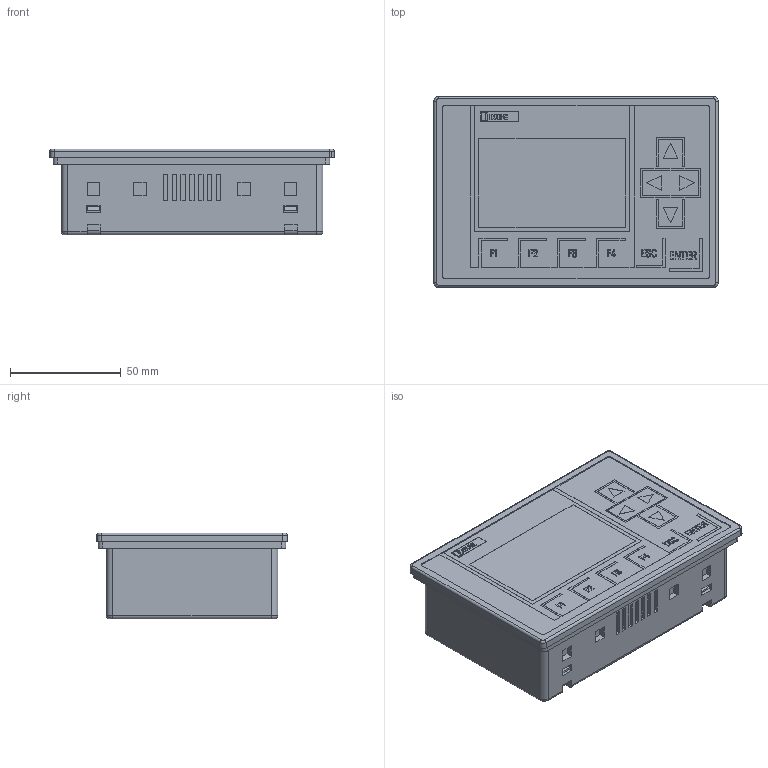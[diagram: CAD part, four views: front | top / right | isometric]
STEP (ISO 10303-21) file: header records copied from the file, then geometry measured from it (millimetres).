
FILE_DESCRIPTION (( 'STEP AP203' ), '1' );
FILE_NAME ('FL1F-RD1_3d.STEP', '2016-08-25T11:46:34', ( '' ), ( '' ), 'SwSTEP 2.0', 'SolidWorks 2014', '' );
FILE_SCHEMA (( 'CONFIG_CONTROL_DESIGN' ));
Length unit declared in the file: millimetre
Products named in the file (4): A5E36486048A_001; A5E36486061A_001; FL1F-RD1_3d; A5E36486055A_001
Assembly tree (3 placements, depth 2):
  FL1F-RD1_3d
    A5E36486061A_001
    A5E36486055A_001
    A5E36486048A_001
Bounding box: 128.2 x 86 x 38.8 mm (x, y, z)
Volume: 354555.8 mm3; surface area: 40934 mm2
Topology: 96 solids, 96 shells, 1605 faces, 4034 edges, 2684 vertices
Faces by surface type: plane 1299, bspline 247, cylinder 55, torus 4
Entity records: 54758 total; most frequent: CARTESIAN_POINT 17450, ORIENTED_EDGE 8068, DIRECTION 6378, EDGE_CURVE 4034, VECTOR 3430, LINE 3430, VERTEX_POINT 2684, EDGE_LOOP 1710
